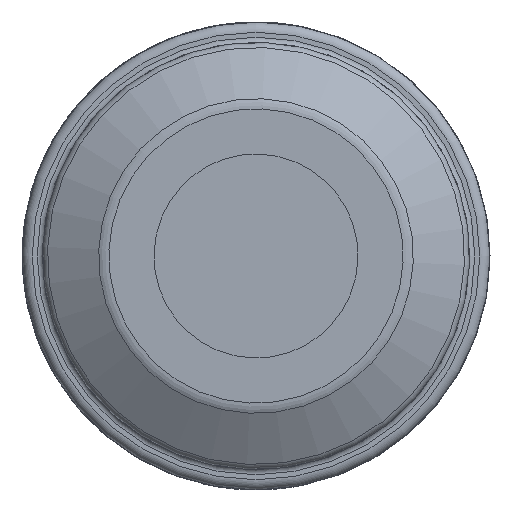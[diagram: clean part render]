
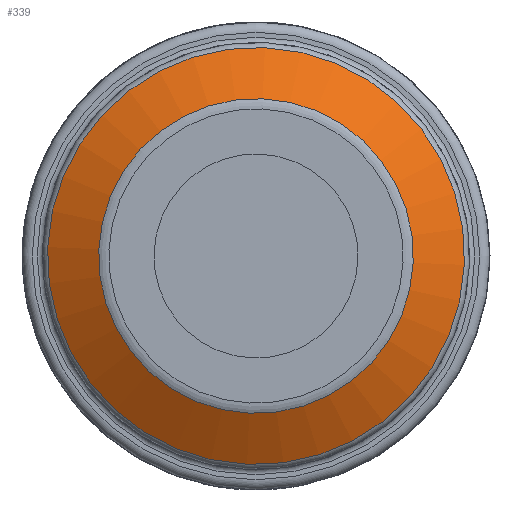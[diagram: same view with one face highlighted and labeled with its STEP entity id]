
A CAD part, left-side view. The second image highlights one B-rep face of the part: STEP entity #339.
In plain terms, the highlighted conical face has half-angle 60 degrees and reference radius 20.5 mm.
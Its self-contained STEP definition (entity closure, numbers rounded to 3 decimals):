
#319=CONICAL_SURFACE('',#1435,20.5,60.);
#339=ADVANCED_FACE('',(#458,#459),#319,.T.);
#458=FACE_BOUND('',#528,.T.);
#459=FACE_BOUND('',#529,.T.);
#528=EDGE_LOOP('',(#652));
#529=EDGE_LOOP('',(#653));
#652=ORIENTED_EDGE('',*,*,#1156,.F.);
#653=ORIENTED_EDGE('',*,*,#1159,.T.);
#1021=VERTEX_POINT('',#1990);
#1024=VERTEX_POINT('',#1999);
#1156=EDGE_CURVE('',#1021,#1021,#1344,.T.);
#1159=EDGE_CURVE('',#1024,#1024,#1347,.T.);
#1344=CIRCLE('',#1428,20.5);
#1347=CIRCLE('',#1434,15.464);
#1428=AXIS2_PLACEMENT_3D('',#1989,#1606,#1607);
#1434=AXIS2_PLACEMENT_3D('',#1998,#1618,#1619);
#1435=AXIS2_PLACEMENT_3D('',#2000,#1620,#1621);
#1606=DIRECTION('',(1.,0.,0.));
#1607=DIRECTION('',(0.,-0.382,0.924));
#1618=DIRECTION('',(1.,0.,0.));
#1619=DIRECTION('',(0.,-0.382,0.924));
#1620=DIRECTION('',(1.,0.,0.));
#1621=DIRECTION('',(0.,-0.382,0.924));
#1989=CARTESIAN_POINT('',(-8.825,0.,0.));
#1990=CARTESIAN_POINT('',(-8.825,-7.828,18.947));
#1998=CARTESIAN_POINT('',(-11.732,0.,0.));
#1999=CARTESIAN_POINT('',(-11.732,-5.905,14.292));
#2000=CARTESIAN_POINT('',(-8.825,0.,0.));
